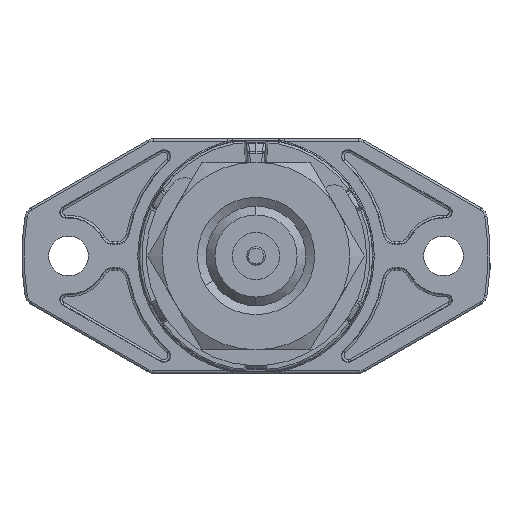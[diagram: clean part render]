
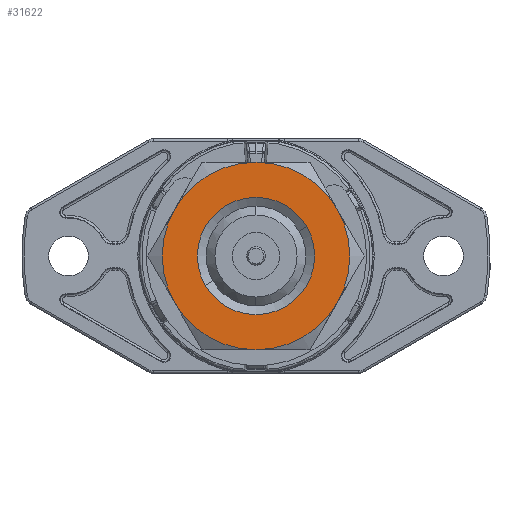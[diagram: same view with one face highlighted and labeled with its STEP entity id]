
A CAD part, front view. The second image highlights one B-rep face of the part: STEP entity #31622.
In plain terms, the highlighted planar face has unit normal (0, -1, 0).
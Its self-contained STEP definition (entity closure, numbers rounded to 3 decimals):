
#14 = CIRCLE ( 'NONE', #73907, 8. ) ;
#23 = CARTESIAN_POINT ( 'NONE',  ( -6.928, -16., -4. ) ) ;
#2089 = ORIENTED_EDGE ( 'NONE', *, *, #25350, .F. ) ;
#2092 = CARTESIAN_POINT ( 'NONE',  ( 0., -16., 0. ) ) ;
#3557 = EDGE_CURVE ( 'NONE', #24140, #65658, #29515, .T. ) ;
#4720 = DIRECTION ( 'NONE',  ( -0.866, 0., -0.5 ) ) ;
#4803 = CARTESIAN_POINT ( 'NONE',  ( 0., -16., 0. ) ) ;
#5956 = CIRCLE ( 'NONE', #53993, 8. ) ;
#6904 = CARTESIAN_POINT ( 'NONE',  ( 0., -16., 0. ) ) ;
#10429 = CARTESIAN_POINT ( 'NONE',  ( 0., -16., 0. ) ) ;
#10942 = ORIENTED_EDGE ( 'NONE', *, *, #50690, .T. ) ;
#11957 = FACE_OUTER_BOUND ( 'NONE', #28449, .T. ) ;
#12299 = DIRECTION ( 'NONE',  ( 0.866, 0., 0.5 ) ) ;
#12671 = DIRECTION ( 'NONE',  ( 0., -1., 0. ) ) ;
#12706 = PLANE ( 'NONE',  #59596 ) ;
#13763 = CIRCLE ( 'NONE', #50707, 5. ) ;
#14622 = EDGE_CURVE ( 'NONE', #34742, #71840, #5956, .T. ) ;
#17157 = ORIENTED_EDGE ( 'NONE', *, *, #14622, .F. ) ;
#17498 = DIRECTION ( 'NONE',  ( -0.866, 0., -0.5 ) ) ;
#20234 = EDGE_CURVE ( 'NONE', #70873, #37289, #59865, .T. ) ;
#22792 = CARTESIAN_POINT ( 'NONE',  ( 6.928, -16., -4. ) ) ;
#22924 = AXIS2_PLACEMENT_3D ( 'NONE', #23833, #12671, #12299 ) ;
#23833 = CARTESIAN_POINT ( 'NONE',  ( 0., -16., 0. ) ) ;
#23878 = DIRECTION ( 'NONE',  ( 0., 1., 0. ) ) ;
#24140 = VERTEX_POINT ( 'NONE', #50587 ) ;
#25350 = EDGE_CURVE ( 'NONE', #65658, #30313, #14, .T. ) ;
#26702 = CARTESIAN_POINT ( 'NONE',  ( 0., -16., 0. ) ) ;
#27192 = EDGE_CURVE ( 'NONE', #37289, #70873, #13763, .T. ) ;
#27424 = AXIS2_PLACEMENT_3D ( 'NONE', #2092, #72622, #53775 ) ;
#28158 = DIRECTION ( 'NONE',  ( 0.866, 0., 0.5 ) ) ;
#28449 = EDGE_LOOP ( 'NONE', ( #37609, #52067, #2089, #50101, #10942, #17157 ) ) ;
#29515 = CIRCLE ( 'NONE', #72589, 8. ) ;
#30313 = VERTEX_POINT ( 'NONE', #64643 ) ;
#30413 = DIRECTION ( 'NONE',  ( 0., 1., 0. ) ) ;
#30436 = CARTESIAN_POINT ( 'NONE',  ( -4.619, -16., 8. ) ) ;
#31117 = CIRCLE ( 'NONE', #27424, 8. ) ;
#31622 = ADVANCED_FACE ( 'NONE', ( #64746, #11957 ), #12706, .F. ) ;
#32469 = DIRECTION ( 'NONE',  ( 0., 1., 0. ) ) ;
#33588 = AXIS2_PLACEMENT_3D ( 'NONE', #44112, #68345, #62198 ) ;
#33942 = DIRECTION ( 'NONE',  ( 0., -1., 0. ) ) ;
#34742 = VERTEX_POINT ( 'NONE', #76074 ) ;
#37289 = VERTEX_POINT ( 'NONE', #44610 ) ;
#37609 = ORIENTED_EDGE ( 'NONE', *, *, #42560, .F. ) ;
#38783 = CARTESIAN_POINT ( 'NONE',  ( 0., -16., 0. ) ) ;
#39867 = CARTESIAN_POINT ( 'NONE',  ( 0., -16., 8. ) ) ;
#39975 = ORIENTED_EDGE ( 'NONE', *, *, #27192, .F. ) ;
#41347 = CARTESIAN_POINT ( 'NONE',  ( -4.33, -16., -2.5 ) ) ;
#42560 = EDGE_CURVE ( 'NONE', #44277, #34742, #31117, .T. ) ;
#42590 = EDGE_CURVE ( 'NONE', #30313, #44277, #61888, .T. ) ;
#44112 = CARTESIAN_POINT ( 'NONE',  ( 0., -16., 0. ) ) ;
#44277 = VERTEX_POINT ( 'NONE', #23 ) ;
#44433 = DIRECTION ( 'NONE',  ( -0.866, 0., -0.5 ) ) ;
#44610 = CARTESIAN_POINT ( 'NONE',  ( 4.33, -16., 2.5 ) ) ;
#44952 = DIRECTION ( 'NONE',  ( 0.866, 0., 0.5 ) ) ;
#46542 = EDGE_LOOP ( 'NONE', ( #39975, #50364 ) ) ;
#50101 = ORIENTED_EDGE ( 'NONE', *, *, #3557, .F. ) ;
#50364 = ORIENTED_EDGE ( 'NONE', *, *, #20234, .F. ) ;
#50587 = CARTESIAN_POINT ( 'NONE',  ( 6.928, -16., 4. ) ) ;
#50690 = EDGE_CURVE ( 'NONE', #24140, #71840, #57837, .T. ) ;
#50707 = AXIS2_PLACEMENT_3D ( 'NONE', #10429, #33942, #28158 ) ;
#52067 = ORIENTED_EDGE ( 'NONE', *, *, #42590, .F. ) ;
#53775 = DIRECTION ( 'NONE',  ( -0.866, 0., -0.5 ) ) ;
#53993 = AXIS2_PLACEMENT_3D ( 'NONE', #6904, #30413, #4720 ) ;
#57837 = CIRCLE ( 'NONE', #67675, 8. ) ;
#59596 = AXIS2_PLACEMENT_3D ( 'NONE', #30436, #23878, #70908 ) ;
#59865 = CIRCLE ( 'NONE', #22924, 5. ) ;
#61888 = CIRCLE ( 'NONE', #33588, 8. ) ;
#62198 = DIRECTION ( 'NONE',  ( -0.866, 0., -0.5 ) ) ;
#64643 = CARTESIAN_POINT ( 'NONE',  ( 0., -16., -8. ) ) ;
#64746 = FACE_BOUND ( 'NONE', #46542, .T. ) ;
#65658 = VERTEX_POINT ( 'NONE', #22792 ) ;
#67318 = DIRECTION ( 'NONE',  ( 0., -1., 0. ) ) ;
#67675 = AXIS2_PLACEMENT_3D ( 'NONE', #38783, #67318, #44952 ) ;
#68345 = DIRECTION ( 'NONE',  ( 0., 1., 0. ) ) ;
#70300 = DIRECTION ( 'NONE',  ( 0., 1., 0. ) ) ;
#70873 = VERTEX_POINT ( 'NONE', #41347 ) ;
#70908 = DIRECTION ( 'NONE',  ( -0.866, 0., -0.5 ) ) ;
#71840 = VERTEX_POINT ( 'NONE', #39867 ) ;
#72589 = AXIS2_PLACEMENT_3D ( 'NONE', #26702, #32469, #44433 ) ;
#72622 = DIRECTION ( 'NONE',  ( 0., 1., 0. ) ) ;
#73907 = AXIS2_PLACEMENT_3D ( 'NONE', #4803, #70300, #17498 ) ;
#76074 = CARTESIAN_POINT ( 'NONE',  ( -6.928, -16., 4. ) ) ;
